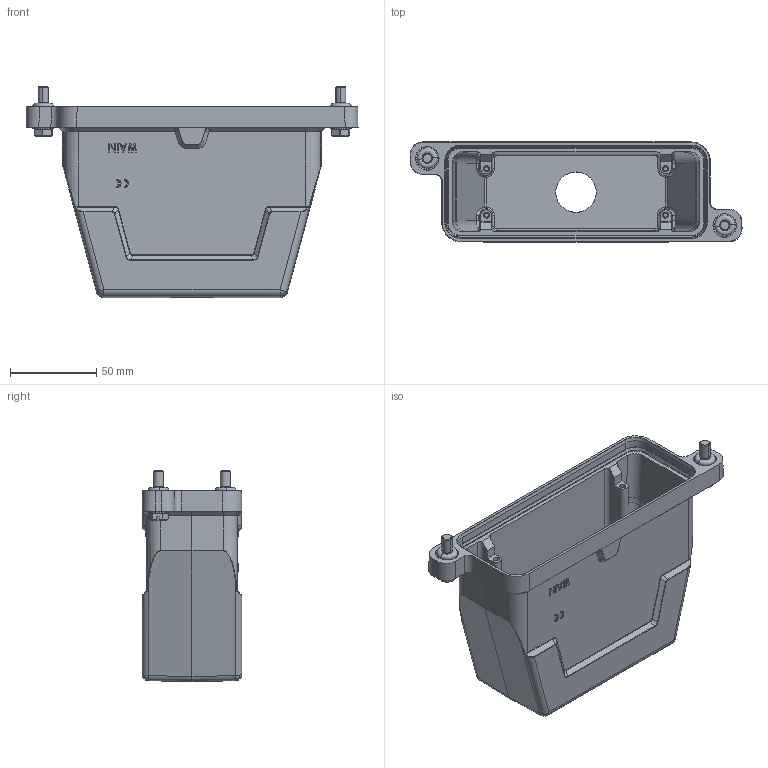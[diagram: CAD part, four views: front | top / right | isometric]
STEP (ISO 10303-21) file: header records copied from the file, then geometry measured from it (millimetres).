
FILE_DESCRIPTION(/* description */ (''),/* implementation_level */ '2;1');
FILE_NAME(/* name */ '3D_1136244205003_HP24B_H-TEH-2S-M25_V1.1.stp',/* time_stamp */ '2023-12-25T17:35:38+08:00',/* author */ (''),/* organization */ (''),/* preprocessor_version */ 'ST-DEVELOPER v18.1',/* originating_system */ 'SIEMENS PLM Software NX 1980',/* authorisation */ '');
FILE_SCHEMA (('AUTOMOTIVE_DESIGN { 1 0 10303 214 3 1 1 1 }'));
Length unit declared in the file: millimetre
Products named in the file (1): 3D_1136244205003_HP24B_H-TEH-2S-M25_V1.0_stp
Bounding box: 193 x 58 x 122.7 mm (x, y, z)
Volume: 232919.3 mm3; surface area: 101342.1 mm2
Topology: 1 solids, 1 shells, 543 faces, 1314 edges, 806 vertices
Faces by surface type: plane 236, cylinder 143, cone 72, torus 48, bspline 28, sphere 16
Entity records: 19125 total; most frequent: CARTESIAN_POINT 7271, ORIENTED_EDGE 2628, DIRECTION 2187, EDGE_CURVE 1314, VERTEX_POINT 806, AXIS2_PLACEMENT_3D 752, LINE 683, VECTOR 683
